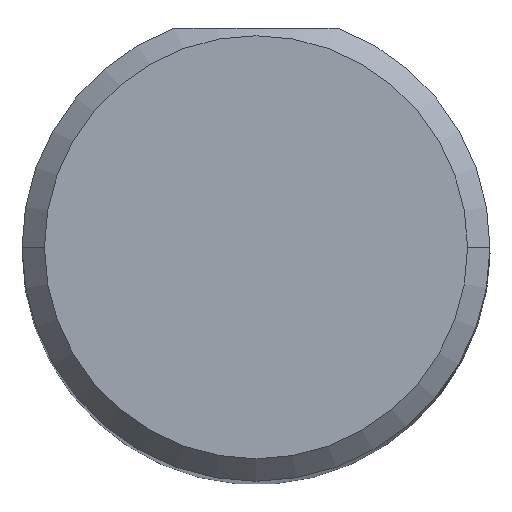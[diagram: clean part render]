
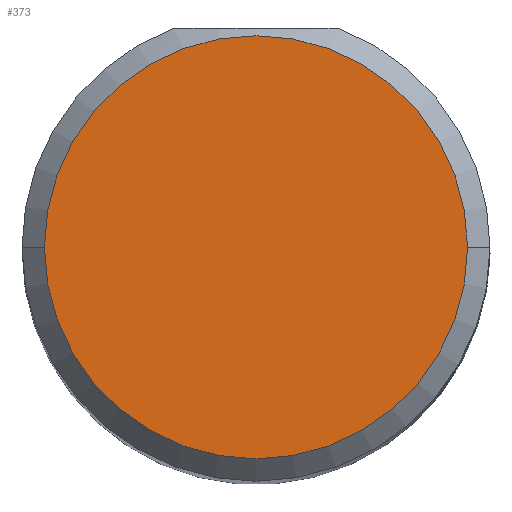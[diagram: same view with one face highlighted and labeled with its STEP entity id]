
A CAD part, top view. The second image highlights one B-rep face of the part: STEP entity #373.
In plain terms, the highlighted planar face has unit normal (0, 0, 1).
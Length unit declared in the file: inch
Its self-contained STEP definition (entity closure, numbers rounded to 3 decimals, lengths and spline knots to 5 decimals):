
#4 = VERTEX_POINT ( 'NONE', #357 ) ;
#21 = CARTESIAN_POINT ( 'NONE',  ( 0., 0., 2.5 ) ) ;
#24 = EDGE_CURVE ( 'NONE', #425, #4, #385, .T. ) ;
#114 = PLANE ( 'NONE',  #281 ) ;
#143 = EDGE_CURVE ( 'NONE', #4, #425, #336, .T. ) ;
#163 = CARTESIAN_POINT ( 'NONE',  ( 0.14125, 0., 2.5 ) ) ;
#171 = CARTESIAN_POINT ( 'NONE',  ( 0., 0., 2.5 ) ) ;
#188 = EDGE_LOOP ( 'NONE', ( #409, #345 ) ) ;
#231 = DIRECTION ( 'NONE',  ( 0., 0., 1. ) ) ;
#281 = AXIS2_PLACEMENT_3D ( 'NONE', #171, #481, #389 ) ;
#317 = DIRECTION ( 'NONE',  ( 1., 0., 0. ) ) ;
#336 = CIRCLE ( 'NONE', #407, 0.14125 ) ;
#345 = ORIENTED_EDGE ( 'NONE', *, *, #24, .T. ) ;
#357 = CARTESIAN_POINT ( 'NONE',  ( -0.14125, 0., 2.5 ) ) ;
#373 = ADVANCED_FACE ( 'NONE', ( #440 ), #114, .T. ) ;
#385 = CIRCLE ( 'NONE', #412, 0.14125 ) ;
#389 = DIRECTION ( 'NONE',  ( 1., 0., 0. ) ) ;
#407 = AXIS2_PLACEMENT_3D ( 'NONE', #452, #231, #317 ) ;
#409 = ORIENTED_EDGE ( 'NONE', *, *, #143, .T. ) ;
#412 = AXIS2_PLACEMENT_3D ( 'NONE', #21, #478, #515 ) ;
#425 = VERTEX_POINT ( 'NONE', #163 ) ;
#440 = FACE_OUTER_BOUND ( 'NONE', #188, .T. ) ;
#452 = CARTESIAN_POINT ( 'NONE',  ( 0., 0., 2.5 ) ) ;
#478 = DIRECTION ( 'NONE',  ( 0., 0., 1. ) ) ;
#481 = DIRECTION ( 'NONE',  ( 0., 0., 1. ) ) ;
#515 = DIRECTION ( 'NONE',  ( 1., 0., 0. ) ) ;
